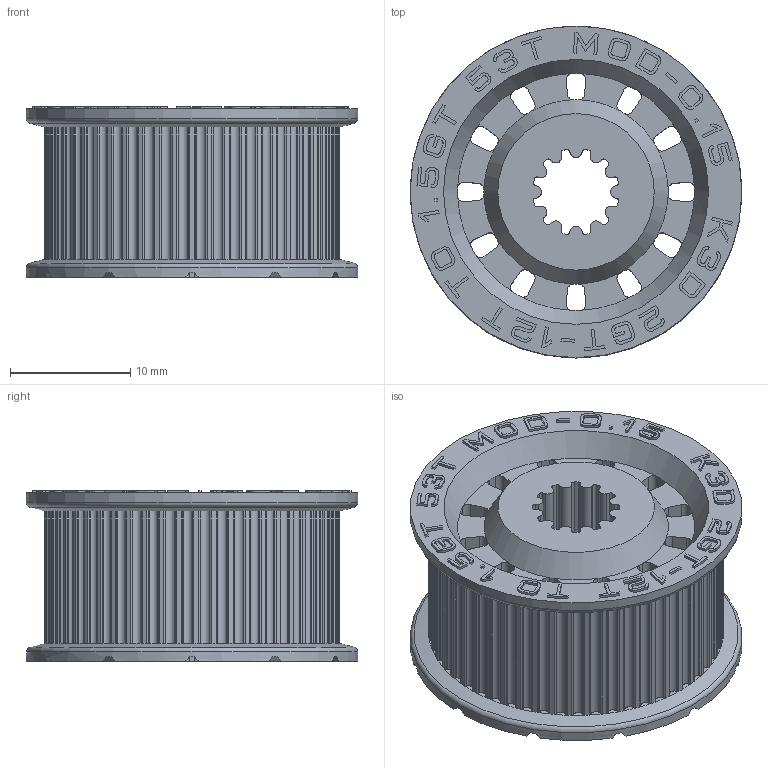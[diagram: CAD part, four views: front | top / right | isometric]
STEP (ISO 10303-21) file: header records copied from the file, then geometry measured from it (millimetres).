
FILE_DESCRIPTION(/* description */ ('CAx-IF Rec.Pracs.---Representation and Presentation of Product Manufacturing Information (PMI)---4.0---2014-10-13','CAx-IF Rec.Pracs.---3D Tessellated Geometry---0.4---2014-09-14','2;1'),/* implementation_level */ '2;1');
FILE_NAME(/* name */ 'K3D_2GT-12t_to_1.5GT-53t_MOD-0.15',/* time_stamp */ '2025-12-13T16:29:25+03:00',/* author */ (''),/* organization */ (''),/* preprocessor_version */ 'ST-DEVELOPER v20',/* originating_system */ 'SIEMENS PLM Software NX2506.6002',/* authorisation */ $);
FILE_SCHEMA (('AP242_MANAGED_MODEL_BASED_3D_ENGINEERING_MIM_LF { 1 0 10303 442 3 1 4 }'));
Length unit declared in the file: millimetre
Products named in the file (1): K3D_2GT-12t_to_1.5GT-53t_MOD-0.15
Bounding box: 27.55 x 27.55 x 14.2 mm (x, y, z)
Volume: 5474.4 mm3; surface area: 4115 mm2
Topology: 1 solids, 1 shells, 892 faces, 2379 edges, 1498 vertices
Faces by surface type: cylinder 464, plane 384, bspline 37, cone 5, torus 2
Full cylindrical faces by diameter (mm): 27.547 x2
Entity records: 29410 total; most frequent: CARTESIAN_POINT 7179, DIRECTION 4771, ORIENTED_EDGE 4716, EDGE_CURVE 2358, AXIS2_PLACEMENT_3D 1993, VERTEX_POINT 1491, CIRCLE 1041, EDGE_LOOP 941
